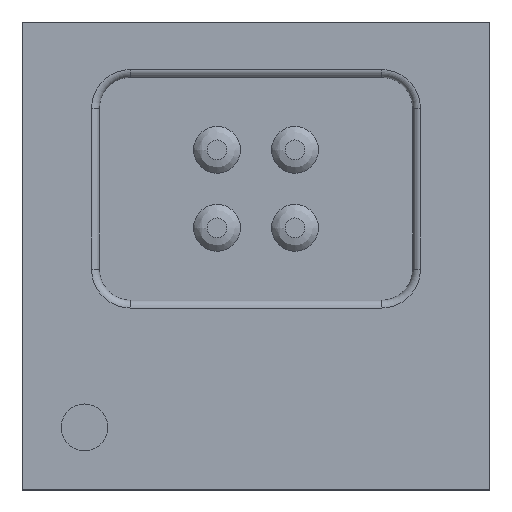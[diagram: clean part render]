
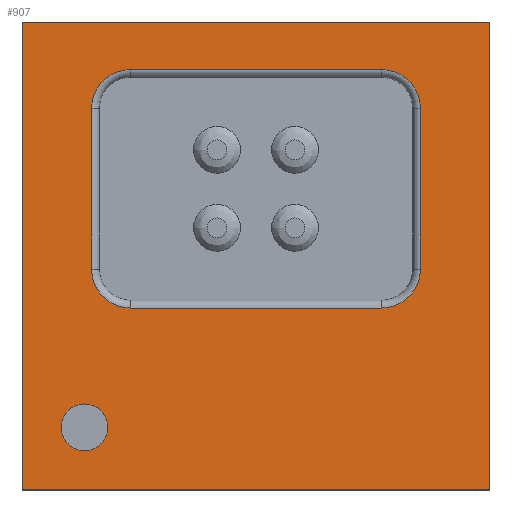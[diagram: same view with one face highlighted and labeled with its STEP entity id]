
A CAD part, top view. The second image highlights one B-rep face of the part: STEP entity #907.
In plain terms, the highlighted planar face has unit normal (0, 0, 1).
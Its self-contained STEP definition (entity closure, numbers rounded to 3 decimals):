
#41=FACE_BOUND('',#356,.T.);
#42=FACE_BOUND('',#357,.T.);
#47=PLANE('',#1004);
#96=LINE('',#1351,#189);
#98=LINE('',#1363,#191);
#100=LINE('',#1375,#193);
#102=LINE('',#1384,#195);
#103=LINE('',#1388,#196);
#104=LINE('',#1390,#197);
#105=LINE('',#1392,#198);
#106=LINE('',#1393,#199);
#189=VECTOR('',#1084,10.);
#191=VECTOR('',#1098,10.);
#193=VECTOR('',#1112,10.);
#195=VECTOR('',#1124,10.);
#196=VECTOR('',#1127,10.);
#197=VECTOR('',#1128,10.);
#198=VECTOR('',#1129,10.);
#199=VECTOR('',#1130,10.);
#294=FACE_OUTER_BOUND('',#355,.T.);
#355=EDGE_LOOP('',(#681,#682,#683,#684));
#356=EDGE_LOOP('',(#685));
#357=EDGE_LOOP('',(#686,#687,#688,#689,#690,#691,#692,#693));
#415=CIRCLE('',#982,0.25);
#419=CIRCLE('',#988,0.25);
#423=CIRCLE('',#994,0.25);
#427=CIRCLE('',#1000,0.25);
#430=CIRCLE('',#1005,0.15);
#445=VERTEX_POINT('',#1339);
#446=VERTEX_POINT('',#1341);
#448=VERTEX_POINT('',#1347);
#450=VERTEX_POINT('',#1353);
#452=VERTEX_POINT('',#1359);
#454=VERTEX_POINT('',#1365);
#456=VERTEX_POINT('',#1371);
#458=VERTEX_POINT('',#1377);
#460=VERTEX_POINT('',#1386);
#461=VERTEX_POINT('',#1387);
#462=VERTEX_POINT('',#1389);
#463=VERTEX_POINT('',#1391);
#464=VERTEX_POINT('',#1394);
#527=EDGE_CURVE('',#445,#446,#415,.T.);
#532=EDGE_CURVE('',#446,#448,#96,.T.);
#533=EDGE_CURVE('',#448,#450,#419,.T.);
#538=EDGE_CURVE('',#450,#452,#98,.T.);
#539=EDGE_CURVE('',#452,#454,#423,.T.);
#544=EDGE_CURVE('',#454,#456,#100,.T.);
#545=EDGE_CURVE('',#456,#458,#427,.T.);
#549=EDGE_CURVE('',#458,#445,#102,.T.);
#550=EDGE_CURVE('',#460,#461,#103,.T.);
#551=EDGE_CURVE('',#461,#462,#104,.T.);
#552=EDGE_CURVE('',#462,#463,#105,.T.);
#553=EDGE_CURVE('',#463,#460,#106,.T.);
#554=EDGE_CURVE('',#464,#464,#430,.T.);
#681=ORIENTED_EDGE('',*,*,#550,.T.);
#682=ORIENTED_EDGE('',*,*,#551,.T.);
#683=ORIENTED_EDGE('',*,*,#552,.T.);
#684=ORIENTED_EDGE('',*,*,#553,.T.);
#685=ORIENTED_EDGE('',*,*,#554,.T.);
#686=ORIENTED_EDGE('',*,*,#527,.F.);
#687=ORIENTED_EDGE('',*,*,#549,.F.);
#688=ORIENTED_EDGE('',*,*,#545,.F.);
#689=ORIENTED_EDGE('',*,*,#544,.F.);
#690=ORIENTED_EDGE('',*,*,#539,.F.);
#691=ORIENTED_EDGE('',*,*,#538,.F.);
#692=ORIENTED_EDGE('',*,*,#533,.F.);
#693=ORIENTED_EDGE('',*,*,#532,.F.);
#907=ADVANCED_FACE('',(#294,#41,#42),#47,.T.);
#982=AXIS2_PLACEMENT_3D('',#1342,#1073,#1074);
#988=AXIS2_PLACEMENT_3D('',#1354,#1087,#1088);
#994=AXIS2_PLACEMENT_3D('',#1366,#1101,#1102);
#1000=AXIS2_PLACEMENT_3D('',#1378,#1115,#1116);
#1004=AXIS2_PLACEMENT_3D('',#1385,#1125,#1126);
#1005=AXIS2_PLACEMENT_3D('',#1395,#1131,#1132);
#1073=DIRECTION('center_axis',(0.,0.,1.));
#1074=DIRECTION('ref_axis',(-0.707,0.707,0.));
#1084=DIRECTION('',(0.,-1.,0.));
#1087=DIRECTION('center_axis',(0.,0.,1.));
#1088=DIRECTION('ref_axis',(-0.707,-0.707,0.));
#1098=DIRECTION('',(1.,0.,0.));
#1101=DIRECTION('center_axis',(0.,0.,1.));
#1102=DIRECTION('ref_axis',(0.707,-0.707,0.));
#1112=DIRECTION('',(0.,1.,0.));
#1115=DIRECTION('center_axis',(0.,0.,1.));
#1116=DIRECTION('ref_axis',(0.707,0.707,0.));
#1124=DIRECTION('',(-1.,0.,0.));
#1125=DIRECTION('center_axis',(0.,0.,1.));
#1126=DIRECTION('ref_axis',(1.,0.,0.));
#1127=DIRECTION('',(0.,1.,0.));
#1128=DIRECTION('',(-1.,0.,0.));
#1129=DIRECTION('',(0.,-1.,0.));
#1130=DIRECTION('',(1.,0.,0.));
#1131=DIRECTION('center_axis',(0.,0.,-1.));
#1132=DIRECTION('ref_axis',(-1.,0.,0.));
#1339=CARTESIAN_POINT('',(-0.805,1.195,1.));
#1341=CARTESIAN_POINT('',(-1.055,0.945,1.));
#1342=CARTESIAN_POINT('Origin',(-0.805,0.945,1.));
#1347=CARTESIAN_POINT('',(-1.055,-0.085,1.));
#1351=CARTESIAN_POINT('',(-1.055,-0.143,1.));
#1353=CARTESIAN_POINT('',(-0.805,-0.335,1.));
#1354=CARTESIAN_POINT('Origin',(-0.805,-0.085,1.));
#1359=CARTESIAN_POINT('',(0.805,-0.335,1.));
#1363=CARTESIAN_POINT('',(0.503,-0.335,1.));
#1365=CARTESIAN_POINT('',(1.055,-0.085,1.));
#1366=CARTESIAN_POINT('Origin',(0.805,-0.085,1.));
#1371=CARTESIAN_POINT('',(1.055,0.945,1.));
#1375=CARTESIAN_POINT('',(1.055,0.573,1.));
#1377=CARTESIAN_POINT('',(0.805,1.195,1.));
#1378=CARTESIAN_POINT('Origin',(0.805,0.945,1.));
#1384=CARTESIAN_POINT('',(-0.503,1.195,1.));
#1385=CARTESIAN_POINT('Origin',(0.,0.,1.));
#1386=CARTESIAN_POINT('',(1.5,-1.5,1.));
#1387=CARTESIAN_POINT('',(1.5,1.5,1.));
#1388=CARTESIAN_POINT('',(1.5,-1.5,1.));
#1389=CARTESIAN_POINT('',(-1.5,1.5,1.));
#1390=CARTESIAN_POINT('',(1.5,1.5,1.));
#1391=CARTESIAN_POINT('',(-1.5,-1.5,1.));
#1392=CARTESIAN_POINT('',(-1.5,1.5,1.));
#1393=CARTESIAN_POINT('',(-1.5,-1.5,1.));
#1394=CARTESIAN_POINT('',(-0.95,-1.1,1.));
#1395=CARTESIAN_POINT('Origin',(-1.1,-1.1,1.));
